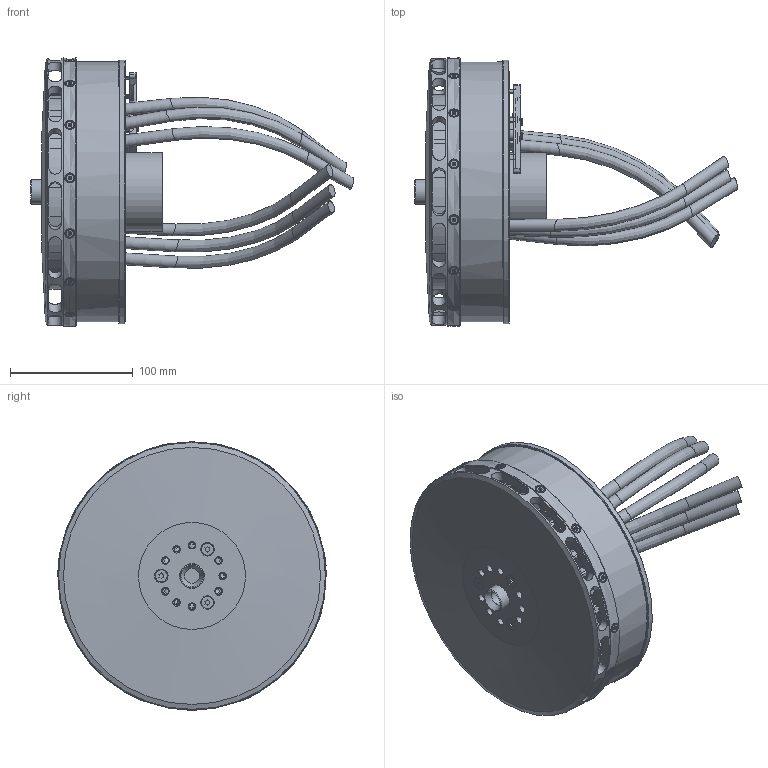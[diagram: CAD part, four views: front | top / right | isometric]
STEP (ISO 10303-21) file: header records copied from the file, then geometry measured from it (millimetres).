
FILE_DESCRIPTION(('FreeCAD Model'),'2;1');
FILE_NAME('Open CASCADE Shape Model','2024-02-27T16:05:00',(''),(''), 'Open CASCADE STEP processor 7.6','FreeCAD','Unknown');
FILE_SCHEMA(('AUTOMOTIVE_DESIGN { 1 0 10303 214 1 1 1 1 }'));
Length unit declared in the file: millimetre
Products named in the file (2): Motor; Kabel
Bounding box: 262.57 x 218.2 x 218.34 mm (x, y, z)
Volume: 1151889.6 mm3; surface area: 594681.4 mm2
Topology: 88 solids, 120 shells, 3237 faces, 7720 edges, 4348 vertices
Faces by surface type: cylinder 1088, plane 907, cone 524, sphere 381, torus 219, bspline 77, revolution 29, extrusion 12
Full cylindrical faces by diameter (mm): 2 x16, 2.4 x2, 3 x3, 3.3 x19, 3.9 x15, 4 x16, 4.2 x21, 5 x18, 5.2 x3, 5.5 x3, 5.8 x1, 6 x2, 6.1 x3, 6.2 x6, 6.5 x8, 7.6 x2, 12.2 x1, 14.5 x1, 17 x1, 20 x2, 25 x2, 30 x1, 30.25 x2, 35 x2, 36 x1, 36.75 x2, 38 x1, 40 x1, 42 x3, 43.75 x2
Entity records: 247430 total; most frequent: CARTESIAN_POINT 75957, DIRECTION 28956, ORIENTED_EDGE 14534, PCURVE 14534, DEFINITIONAL_REPRESENTATION 14534, VECTOR 13716, LINE 13704, EDGE_CURVE 7267
